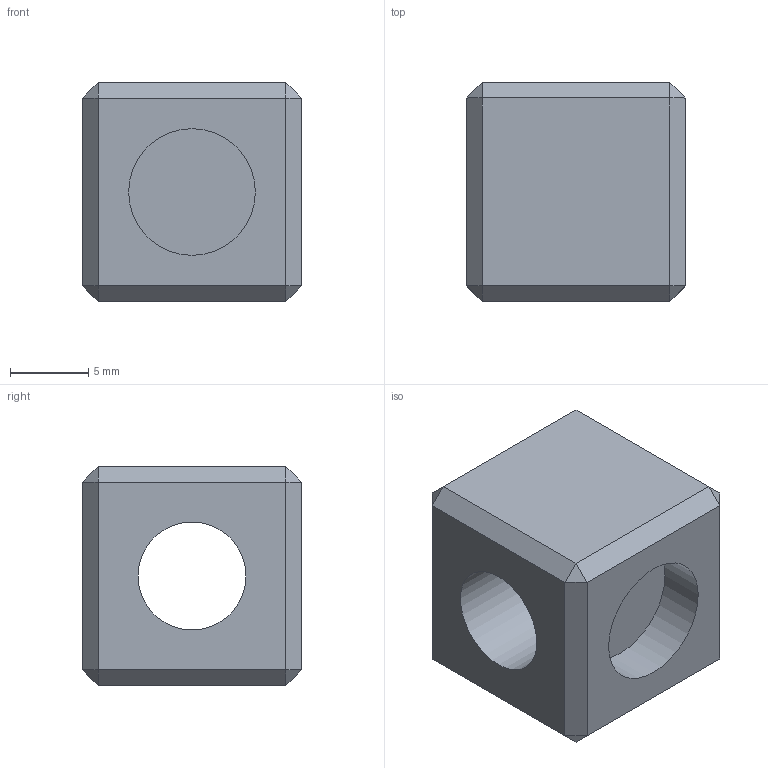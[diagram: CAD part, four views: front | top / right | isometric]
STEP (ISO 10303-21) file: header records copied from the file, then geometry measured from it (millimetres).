
FILE_DESCRIPTION(('FreeCAD Model'),'2;1');
FILE_NAME('Open CASCADE Shape Model','2022-04-01T16:51:00',(''),(''), 'Open CASCADE STEP processor 7.6','FreeCAD','Unknown');
FILE_SCHEMA(('AUTOMOTIVE_DESIGN { 1 0 10303 214 1 1 1 1 }'));
Length unit declared in the file: millimetre
Products named in the file (1): Cube
Bounding box: 14 x 14 x 14 mm (x, y, z)
Volume: 1832.7 mm3; surface area: 1455.9 mm2
Topology: 1 solids, 1 shells, 31 faces, 57 edges, 30 vertices
Faces by surface type: plane 28, cylinder 3
Full cylindrical faces by diameter (mm): 6.9 x1, 8.1 x2
Entity records: 1498 total; most frequent: CARTESIAN_POINT 245, DIRECTION 239, LINE 159, VECTOR 159, ORIENTED_EDGE 114, PCURVE 114, DEFINITIONAL_REPRESENTATION 114, EDGE_CURVE 57
